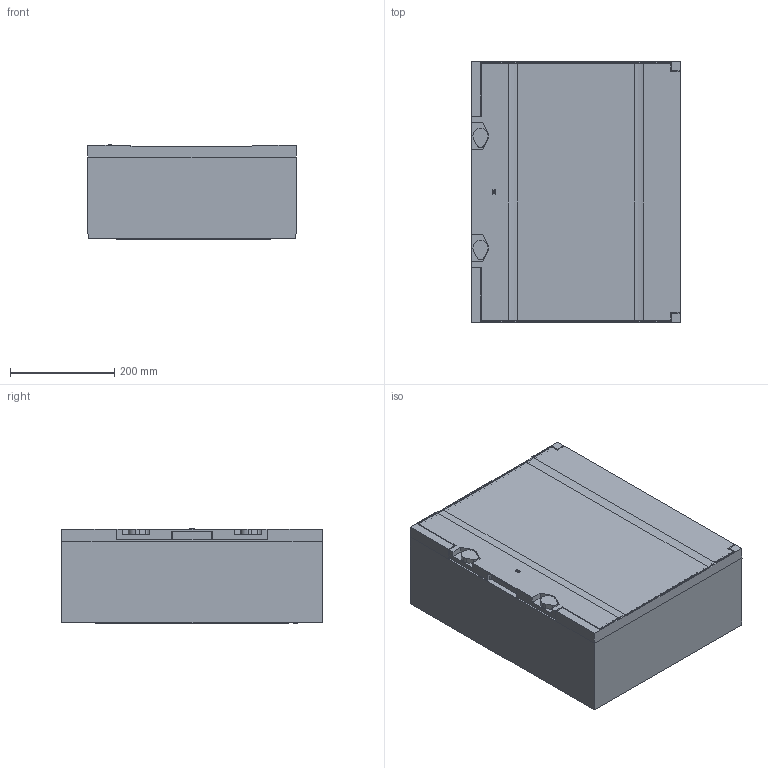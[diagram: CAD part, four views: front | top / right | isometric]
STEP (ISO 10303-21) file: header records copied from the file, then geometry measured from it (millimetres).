
FILE_DESCRIPTION (( 'STEP AP203' ), '1' );
FILE_NAME ('TR5-12-N-050-40-18-65 TETRA 5 Êîðïóñ ïëàñòèê. ÙÌÏï 500õ400õ180ìì IP65 IEK.STEP', '2022-12-27T09:31:09', ( '' ), ( '' ), 'SwSTEP 2.0', 'SolidWorks 2022', '' );
FILE_SCHEMA (( 'CONFIG_CONTROL_DESIGN' ));
Products named in the file (1): TR5-12-N-050-40-18-65 TETRA 5 Корпус пластик. ЩМПп 500х400х180мм IP65 IEK
Bounding box: 400 x 500 x 180.6 mm (x, y, z)
Volume: 8053353.9 mm3; surface area: 1855922.3 mm2
Topology: 3 solids, 7 shells, 2188 faces, 5574 edges, 3676 vertices
Faces by surface type: plane 1701, cone 202, cylinder 122, bspline 115, torus 48
Entity records: 70088 total; most frequent: CARTESIAN_POINT 17831, ORIENTED_EDGE 11148, DIRECTION 9838, EDGE_CURVE 5574, LINE 4442, VECTOR 4442, VERTEX_POINT 3676, AXIS2_PLACEMENT_3D 2698
